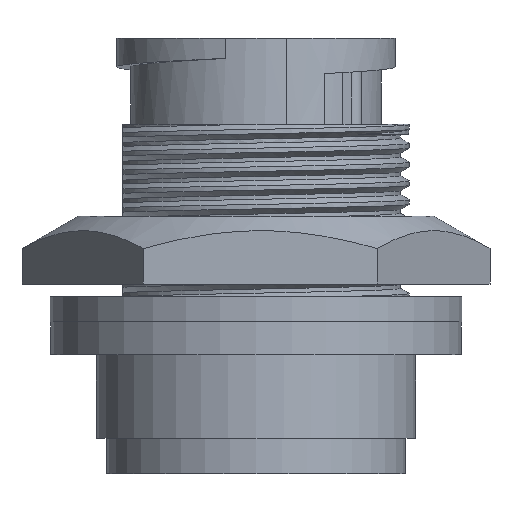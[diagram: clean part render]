
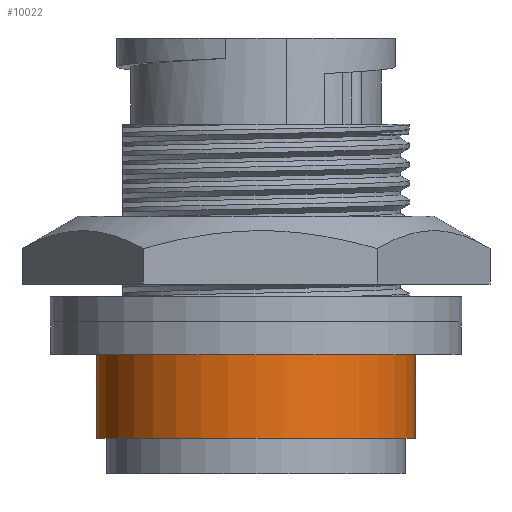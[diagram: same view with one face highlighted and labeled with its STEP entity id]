
A CAD part, front view. The second image highlights one B-rep face of the part: STEP entity #10022.
In plain terms, the highlighted cylindrical face has radius 8.001 mm (diameter 16.002 mm), a partial arc.
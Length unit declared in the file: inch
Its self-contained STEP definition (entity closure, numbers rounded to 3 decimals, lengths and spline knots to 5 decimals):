
#822 = LINE ( 'NONE', #6377, #6734 ) ;
#1497 = ORIENTED_EDGE ( 'NONE', *, *, #27937, .T. ) ;
#1904 = DIRECTION ( 'NONE',  ( 0., 0., -1. ) ) ;
#3226 = CARTESIAN_POINT ( 'NONE',  ( 0., 0., -0.625 ) ) ;
#4572 = ORIENTED_EDGE ( 'NONE', *, *, #16324, .F. ) ;
#5439 = CARTESIAN_POINT ( 'NONE',  ( 0.315, 0., -0.625 ) ) ;
#5473 = DIRECTION ( 'NONE',  ( -1., 0., 0. ) ) ;
#5677 = EDGE_CURVE ( 'NONE', #19616, #6470, #15874, .T. ) ;
#6325 = CIRCLE ( 'NONE', #24037, 0.315 ) ;
#6377 = CARTESIAN_POINT ( 'NONE',  ( 0.315, 0., 0.26595 ) ) ;
#6470 = VERTEX_POINT ( 'NONE', #15363 ) ;
#6536 = CYLINDRICAL_SURFACE ( 'NONE', #7871, 0.315 ) ;
#6596 = VECTOR ( 'NONE', #23760, 39.37008 ) ;
#6734 = VECTOR ( 'NONE', #1904, 39.37008 ) ;
#7242 = FACE_OUTER_BOUND ( 'NONE', #24487, .T. ) ;
#7871 = AXIS2_PLACEMENT_3D ( 'NONE', #17854, #13387, #20081 ) ;
#8863 = ORIENTED_EDGE ( 'NONE', *, *, #5677, .T. ) ;
#10022 = ADVANCED_FACE ( 'NONE', ( #7242 ), #6536, .T. ) ;
#11886 = CARTESIAN_POINT ( 'NONE',  ( 0., 0., -0.79 ) ) ;
#12056 = CARTESIAN_POINT ( 'NONE',  ( -0.315, 0., -0.79 ) ) ;
#13387 = DIRECTION ( 'NONE',  ( 0., 0., -1. ) ) ;
#14122 = DIRECTION ( 'NONE',  ( 1., 0., 0. ) ) ;
#15363 = CARTESIAN_POINT ( 'NONE',  ( 0.315, 0., -0.79 ) ) ;
#15874 = CIRCLE ( 'NONE', #20834, 0.315 ) ;
#16324 = EDGE_CURVE ( 'NONE', #28776, #6470, #822, .T. ) ;
#17854 = CARTESIAN_POINT ( 'NONE',  ( 0., 0., 0.26595 ) ) ;
#18405 = LINE ( 'NONE', #21518, #6596 ) ;
#18748 = EDGE_CURVE ( 'NONE', #28776, #22920, #6325, .T. ) ;
#18789 = DIRECTION ( 'NONE',  ( 0., 0., -1. ) ) ;
#19616 = VERTEX_POINT ( 'NONE', #12056 ) ;
#20081 = DIRECTION ( 'NONE',  ( -1., 0., 0. ) ) ;
#20834 = AXIS2_PLACEMENT_3D ( 'NONE', #11886, #27482, #14122 ) ;
#21518 = CARTESIAN_POINT ( 'NONE',  ( -0.315, 0., 0.26595 ) ) ;
#21806 = ORIENTED_EDGE ( 'NONE', *, *, #18748, .T. ) ;
#22920 = VERTEX_POINT ( 'NONE', #27401 ) ;
#23760 = DIRECTION ( 'NONE',  ( 0., 0., -1. ) ) ;
#24037 = AXIS2_PLACEMENT_3D ( 'NONE', #3226, #18789, #5473 ) ;
#24487 = EDGE_LOOP ( 'NONE', ( #4572, #21806, #1497, #8863 ) ) ;
#27401 = CARTESIAN_POINT ( 'NONE',  ( -0.315, 0., -0.625 ) ) ;
#27482 = DIRECTION ( 'NONE',  ( 0., 0., 1. ) ) ;
#27937 = EDGE_CURVE ( 'NONE', #22920, #19616, #18405, .T. ) ;
#28776 = VERTEX_POINT ( 'NONE', #5439 ) ;
